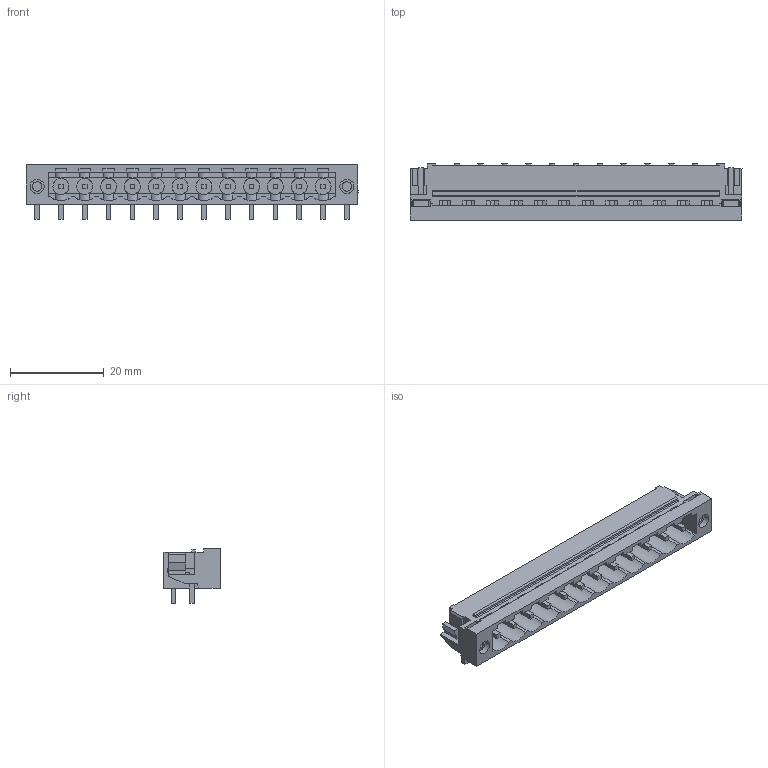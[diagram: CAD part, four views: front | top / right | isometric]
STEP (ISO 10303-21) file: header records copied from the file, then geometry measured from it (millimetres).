
FILE_DESCRIPTION(('CATIA V5R22 STEP214','CAx-IF Rec.Pracs.--- Model Styling and Organization---1.4--- 2014-01-23'),'2;1');
FILE_NAME ('D1456063_1_1780510000_1780510000.stp','2023-05-11T06:54:19+00:00',('none'),('Weidmueller'),'CATIA Version 5-6 Release 2016 SP3 HF44','CATIA V5 STEP AP214','none');
FILE_SCHEMA(('AUTOMOTIVE_DESIGN { 1 0 10303 214 1 1 1 1 }'));
Length unit declared in the file: millimetre
Products named in the file (1): 1780510000
Bounding box: 70.76 x 12 x 11.63 mm (x, y, z)
Volume: 2825.4 mm3; surface area: 6350.4 mm2
Topology: 17 solids, 17 shells, 822 faces, 2474 edges, 1630 vertices
Faces by surface type: plane 653, cylinder 135, extrusion 26, cone 8
Entity records: 26434 total; most frequent: CARTESIAN_POINT 6147, ORIENTED_EDGE 4948, DIRECTION 3034, EDGE_CURVE 2474, VECTOR 1876, LINE 1850, VERTEX_POINT 1630, EDGE_LOOP 874
